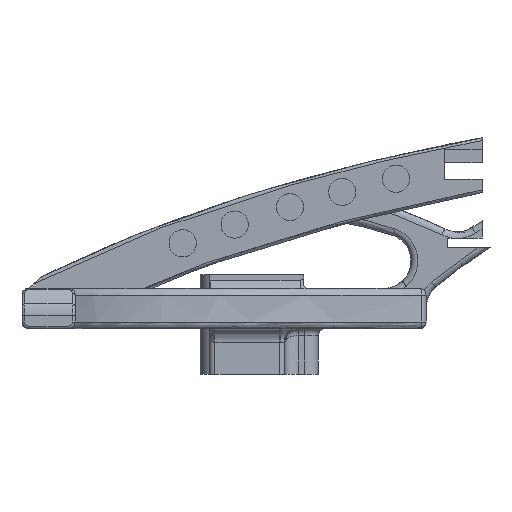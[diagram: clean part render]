
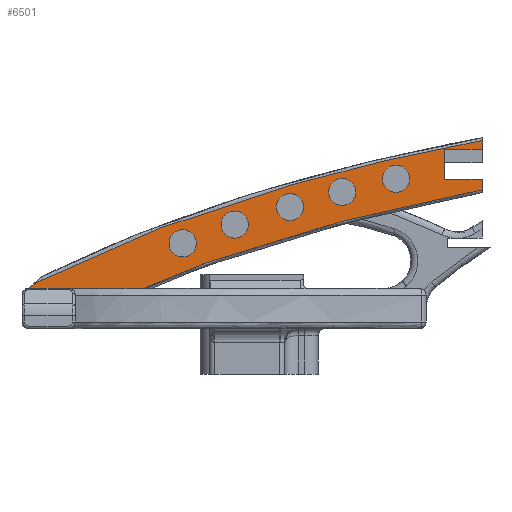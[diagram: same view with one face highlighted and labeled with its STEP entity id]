
A CAD part, left-side view. The second image highlights one B-rep face of the part: STEP entity #6501.
In plain terms, the highlighted planar face has unit normal (-1, 0, 0).
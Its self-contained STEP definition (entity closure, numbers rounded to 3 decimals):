
#308=B_SPLINE_CURVE_WITH_KNOTS('',3,(#10509,#10510,#10511,#10512,#10513,
#10514,#10515,#10516),.UNSPECIFIED.,.F.,.F.,(4,1,1,1,1,4),(0.302,
0.327,0.353,0.379,0.392,
0.405),.UNSPECIFIED.);
#309=B_SPLINE_CURVE_WITH_KNOTS('',3,(#10518,#10519,#10520,#10521),
 .UNSPECIFIED.,.F.,.F.,(4,4),(0.,1.),.UNSPECIFIED.);
#310=B_SPLINE_CURVE_WITH_KNOTS('',3,(#10523,#10524,#10525,#10526),
 .UNSPECIFIED.,.F.,.F.,(4,4),(0.229,0.302),
 .UNSPECIFIED.);
#382=B_SPLINE_CURVE_WITH_KNOTS('',3,(#12136,#12137,#12138,#12139),
 .UNSPECIFIED.,.F.,.F.,(4,4),(0.,1.),.UNSPECIFIED.);
#406=B_SPLINE_CURVE_WITH_KNOTS('',3,(#12590,#12591,#12592,#12593,#12594,
#12595,#12596,#12597),.UNSPECIFIED.,.F.,.F.,(4,1,1,1,1,4),(0.,
0.04,0.06,0.08,0.119,
0.159),.UNSPECIFIED.);
#483=LINE('',#9574,#848);
#710=LINE('',#12583,#1075);
#711=LINE('',#12586,#1076);
#712=LINE('',#12587,#1077);
#713=LINE('',#12588,#1078);
#714=LINE('',#12599,#1079);
#715=LINE('',#12601,#1080);
#848=VECTOR('',#7498,1000.);
#1075=VECTOR('',#8563,1000.);
#1076=VECTOR('',#8564,1000.);
#1077=VECTOR('',#8565,1000.);
#1078=VECTOR('',#8566,1000.);
#1079=VECTOR('',#8567,1000.);
#1080=VECTOR('',#8568,1000.);
#2607=ORIENTED_EDGE('',*,*,#3233,.T.);
#2608=ORIENTED_EDGE('',*,*,#3231,.T.);
#2609=ORIENTED_EDGE('',*,*,#3229,.T.);
#2610=ORIENTED_EDGE('',*,*,#3227,.T.);
#2611=ORIENTED_EDGE('',*,*,#3225,.T.);
#2612=ORIENTED_EDGE('',*,*,#4001,.T.);
#2613=ORIENTED_EDGE('',*,*,#4002,.T.);
#2614=ORIENTED_EDGE('',*,*,#3361,.T.);
#2615=ORIENTED_EDGE('',*,*,#3547,.T.);
#2616=ORIENTED_EDGE('',*,*,#3546,.T.);
#2617=ORIENTED_EDGE('',*,*,#3545,.T.);
#2618=ORIENTED_EDGE('',*,*,#3925,.T.);
#2619=ORIENTED_EDGE('',*,*,#4003,.T.);
#2620=ORIENTED_EDGE('',*,*,#3999,.F.);
#2621=ORIENTED_EDGE('',*,*,#4004,.T.);
#2622=ORIENTED_EDGE('',*,*,#4005,.T.);
#2623=ORIENTED_EDGE('',*,*,#4006,.T.);
#2624=ORIENTED_EDGE('',*,*,#4007,.T.);
#3225=EDGE_CURVE('',#4192,#4192,#4809,.T.);
#3227=EDGE_CURVE('',#4194,#4194,#4811,.T.);
#3229=EDGE_CURVE('',#4196,#4196,#4813,.T.);
#3231=EDGE_CURVE('',#4198,#4198,#4815,.T.);
#3233=EDGE_CURVE('',#4200,#4200,#4817,.T.);
#3361=EDGE_CURVE('',#4312,#4311,#483,.F.);
#3545=EDGE_CURVE('',#4459,#4458,#308,.T.);
#3546=EDGE_CURVE('',#4460,#4459,#309,.T.);
#3547=EDGE_CURVE('',#4311,#4460,#310,.T.);
#3925=EDGE_CURVE('',#4458,#4689,#382,.T.);
#3999=EDGE_CURVE('',#4716,#4717,#5085,.T.);
#4001=EDGE_CURVE('',#4718,#4719,#710,.F.);
#4002=EDGE_CURVE('',#4719,#4312,#711,.T.);
#4003=EDGE_CURVE('',#4689,#4717,#712,.F.);
#4004=EDGE_CURVE('',#4716,#4720,#713,.F.);
#4005=EDGE_CURVE('',#4720,#4721,#406,.T.);
#4006=EDGE_CURVE('',#4721,#4722,#714,.F.);
#4007=EDGE_CURVE('',#4722,#4718,#715,.F.);
#4192=VERTEX_POINT('',#9013);
#4194=VERTEX_POINT('',#9019);
#4196=VERTEX_POINT('',#9025);
#4198=VERTEX_POINT('',#9031);
#4200=VERTEX_POINT('',#9037);
#4311=VERTEX_POINT('',#9573);
#4312=VERTEX_POINT('',#9575);
#4458=VERTEX_POINT('',#10508);
#4459=VERTEX_POINT('',#10517);
#4460=VERTEX_POINT('',#10522);
#4689=VERTEX_POINT('',#12140);
#4716=VERTEX_POINT('',#12578);
#4717=VERTEX_POINT('',#12580);
#4718=VERTEX_POINT('',#12584);
#4719=VERTEX_POINT('',#12585);
#4720=VERTEX_POINT('',#12589);
#4721=VERTEX_POINT('',#12598);
#4722=VERTEX_POINT('',#12600);
#4809=CIRCLE('',#6648,5.05);
#4811=CIRCLE('',#6652,5.05);
#4813=CIRCLE('',#6656,5.05);
#4815=CIRCLE('',#6660,5.05);
#4817=CIRCLE('',#6664,5.05);
#5085=CIRCLE('',#7132,2.5);
#5462=EDGE_LOOP('',(#2607));
#5463=EDGE_LOOP('',(#2608));
#5464=EDGE_LOOP('',(#2609));
#5465=EDGE_LOOP('',(#2610));
#5466=EDGE_LOOP('',(#2611));
#5467=EDGE_LOOP('',(#2612,#2613,#2614,#2615,#2616,#2617,#2618,#2619,#2620,
#2621,#2622,#2623,#2624));
#5948=FACE_BOUND('',#5462,.T.);
#5949=FACE_BOUND('',#5463,.T.);
#5950=FACE_BOUND('',#5464,.T.);
#5951=FACE_BOUND('',#5465,.T.);
#5952=FACE_BOUND('',#5466,.T.);
#5953=FACE_BOUND('',#5467,.T.);
#6174=PLANE('',#7133);
#6501=ADVANCED_FACE('',(#5948,#5949,#5950,#5951,#5952,#5953),#6174,.T.);
#6648=AXIS2_PLACEMENT_3D('',#9012,#7318,#7319);
#6652=AXIS2_PLACEMENT_3D('',#9018,#7326,#7327);
#6656=AXIS2_PLACEMENT_3D('',#9024,#7334,#7335);
#6660=AXIS2_PLACEMENT_3D('',#9030,#7342,#7343);
#6664=AXIS2_PLACEMENT_3D('',#9036,#7350,#7351);
#7132=AXIS2_PLACEMENT_3D('',#12579,#8558,#8559);
#7133=AXIS2_PLACEMENT_3D('',#12582,#8561,#8562);
#7318=DIRECTION('',(1.,0.,0.));
#7319=DIRECTION('',(0.,0.,-1.));
#7326=DIRECTION('',(1.,0.,0.));
#7327=DIRECTION('',(0.,0.,-1.));
#7334=DIRECTION('',(1.,0.,0.));
#7335=DIRECTION('',(0.,0.,-1.));
#7342=DIRECTION('',(1.,0.,0.));
#7343=DIRECTION('',(0.,0.,-1.));
#7350=DIRECTION('',(1.,0.,0.));
#7351=DIRECTION('',(0.,0.,-1.));
#7498=DIRECTION('',(0.,0.,-1.));
#8558=DIRECTION('',(-1.,0.,0.));
#8559=DIRECTION('',(0.,0.,1.));
#8561=DIRECTION('',(-1.,0.,0.));
#8562=DIRECTION('',(0.,0.,1.));
#8563=DIRECTION('',(0.,0.,-1.));
#8564=DIRECTION('',(0.,-1.,0.));
#8565=DIRECTION('',(0.,1.,0.));
#8566=DIRECTION('',(0.,0.,1.));
#8567=DIRECTION('',(0.,0.,-1.));
#8568=DIRECTION('',(0.,-1.,0.));
#9012=CARTESIAN_POINT('',(-50.,-138.882,48.198));
#9013=CARTESIAN_POINT('',(-50.,-138.882,43.148));
#9018=CARTESIAN_POINT('',(-50.,-99.477,37.664));
#9019=CARTESIAN_POINT('',(-50.,-99.477,32.614));
#9024=CARTESIAN_POINT('',(-50.,-78.96,31.178));
#9025=CARTESIAN_POINT('',(-50.,-78.96,26.128));
#9030=CARTESIAN_POINT('',(-50.,-59.655,24.222));
#9031=CARTESIAN_POINT('',(-50.,-59.655,19.172));
#9036=CARTESIAN_POINT('',(-50.,-118.888,43.333));
#9037=CARTESIAN_POINT('',(-50.,-118.888,38.283));
#9573=CARTESIAN_POINT('',(-50.,-170.836,62.409));
#9574=CARTESIAN_POINT('',(-50.,-170.836,3.018));
#9575=CARTESIAN_POINT('',(-50.,-170.836,59.197));
#10508=CARTESIAN_POINT('',(-50.,-4.166,9.155));
#10509=CARTESIAN_POINT('',(-50.,-100.426,46.019));
#10510=CARTESIAN_POINT('',(-50.,-92.186,43.673));
#10511=CARTESIAN_POINT('',(-50.,-75.796,38.67));
#10512=CARTESIAN_POINT('',(-50.,-51.513,30.128));
#10513=CARTESIAN_POINT('',(-50.,-31.562,22.022));
#10514=CARTESIAN_POINT('',(-50.,-15.795,14.891));
#10515=CARTESIAN_POINT('',(-50.,-8.041,11.071));
#10516=CARTESIAN_POINT('',(-50.,-4.166,9.155));
#10517=CARTESIAN_POINT('',(-50.,-100.426,46.019));
#10518=CARTESIAN_POINT('',(-50.,-100.428,46.02));
#10519=CARTESIAN_POINT('',(-50.,-100.427,46.02));
#10520=CARTESIAN_POINT('',(-50.,-100.427,46.02));
#10521=CARTESIAN_POINT('',(-50.,-100.426,46.019));
#10522=CARTESIAN_POINT('',(-50.,-100.428,46.02));
#10523=CARTESIAN_POINT('',(-50.,-170.836,62.409));
#10524=CARTESIAN_POINT('',(-50.,-147.066,57.981));
#10525=CARTESIAN_POINT('',(-50.,-123.57,52.609));
#10526=CARTESIAN_POINT('',(-50.,-100.428,46.02));
#12136=CARTESIAN_POINT('',(-50.,-7.628,11.982));
#12137=CARTESIAN_POINT('',(-50.,-6.217,11.025));
#12138=CARTESIAN_POINT('',(-50.,-4.472,9.562));
#12139=CARTESIAN_POINT('',(-50.,-2.5,7.5));
#12140=CARTESIAN_POINT('',(-50.,-2.5,7.5));
#12578=CARTESIAN_POINT('',(-50.,-19.689,5.));
#12579=CARTESIAN_POINT('',(-50.,-17.189,5.));
#12580=CARTESIAN_POINT('',(-50.,-17.189,7.5));
#12582=CARTESIAN_POINT('',(-50.,-12.06,3.018));
#12583=CARTESIAN_POINT('',(-50.,-156.923,3.018));
#12584=CARTESIAN_POINT('',(-50.,-156.923,48.044));
#12585=CARTESIAN_POINT('',(-50.,-156.923,59.197));
#12586=CARTESIAN_POINT('',(-50.,-156.923,59.197));
#12587=CARTESIAN_POINT('',(-50.,-150.,7.5));
#12588=CARTESIAN_POINT('',(-50.,-19.689,-109.612));
#12589=CARTESIAN_POINT('',(-50.,-19.689,-3.272));
#12590=CARTESIAN_POINT('',(-50.,-19.689,-3.272));
#12591=CARTESIAN_POINT('',(-50.,-31.647,2.498));
#12592=CARTESIAN_POINT('',(-50.,-49.935,10.303));
#12593=CARTESIAN_POINT('',(-50.,-74.915,19.323));
#12594=CARTESIAN_POINT('',(-50.,-100.111,27.444));
#12595=CARTESIAN_POINT('',(-50.,-131.991,36.078));
#12596=CARTESIAN_POINT('',(-50.,-157.838,41.618));
#12597=CARTESIAN_POINT('',(-50.,-170.836,44.092));
#12598=CARTESIAN_POINT('',(-50.,-170.836,44.092));
#12599=CARTESIAN_POINT('',(-50.,-170.836,3.018));
#12600=CARTESIAN_POINT('',(-50.,-170.836,48.044));
#12601=CARTESIAN_POINT('',(-50.,-12.06,48.044));
